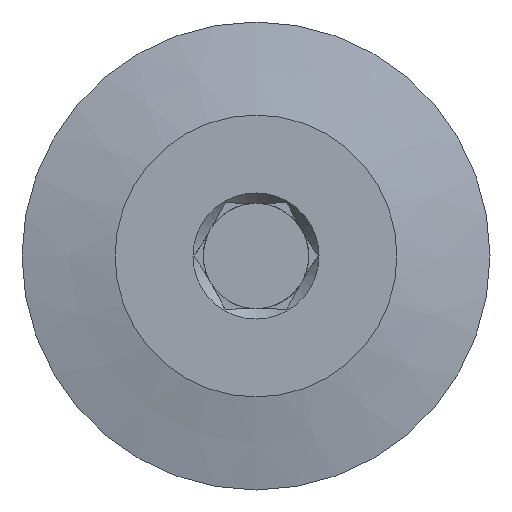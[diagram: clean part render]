
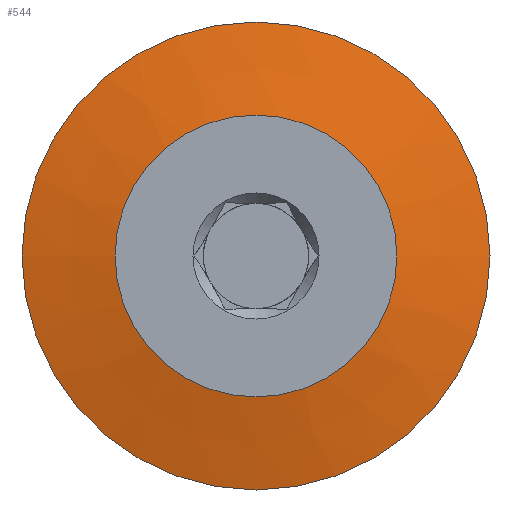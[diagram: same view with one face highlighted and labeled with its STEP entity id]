
A CAD part, left-side view. The second image highlights one B-rep face of the part: STEP entity #544.
In plain terms, the highlighted conical face has half-angle 77.46 degrees and reference radius 33.25 mm.
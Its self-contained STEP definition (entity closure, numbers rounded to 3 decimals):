
#23=CONICAL_SURFACE('',#616,33.25,77.46);
#29=FACE_BOUND('',#177,.T.);
#136=FACE_OUTER_BOUND('',#176,.T.);
#176=EDGE_LOOP('',(#494));
#177=EDGE_LOOP('',(#495));
#217=CIRCLE('',#615,25.);
#218=CIRCLE('',#617,41.5);
#269=VERTEX_POINT('',#5638);
#270=VERTEX_POINT('',#5641);
#345=EDGE_CURVE('',#269,#269,#217,.T.);
#346=EDGE_CURVE('',#270,#270,#218,.T.);
#494=ORIENTED_EDGE('',*,*,#345,.T.);
#495=ORIENTED_EDGE('',*,*,#346,.F.);
#544=ADVANCED_FACE('',(#136,#29),#23,.T.);
#615=AXIS2_PLACEMENT_3D('',#5639,#760,#761);
#616=AXIS2_PLACEMENT_3D('',#5640,#762,#763);
#617=AXIS2_PLACEMENT_3D('',#5642,#764,#765);
#760=DIRECTION('center_axis',(1.,0.,0.));
#761=DIRECTION('ref_axis',(0.,0.,-1.));
#762=DIRECTION('center_axis',(1.,0.,0.));
#763=DIRECTION('ref_axis',(0.,1.,0.));
#764=DIRECTION('center_axis',(1.,0.,0.));
#765=DIRECTION('ref_axis',(0.,0.,-1.));
#5638=CARTESIAN_POINT('',(-46.1,25.,0.));
#5639=CARTESIAN_POINT('Origin',(-46.1,0.,0.));
#5640=CARTESIAN_POINT('Origin',(-44.265,0.,0.));
#5641=CARTESIAN_POINT('',(-42.43,41.5,0.));
#5642=CARTESIAN_POINT('Origin',(-42.43,0.,0.));
